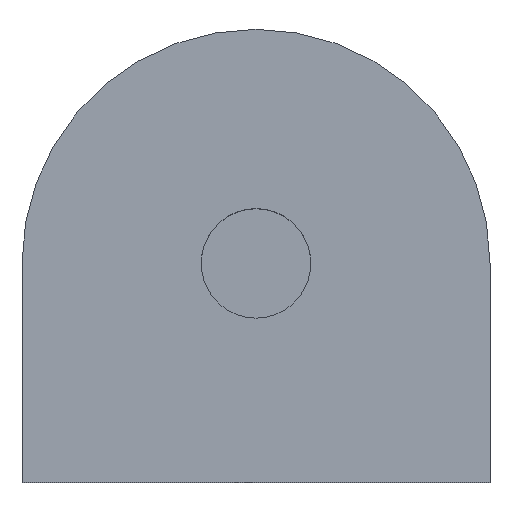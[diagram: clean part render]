
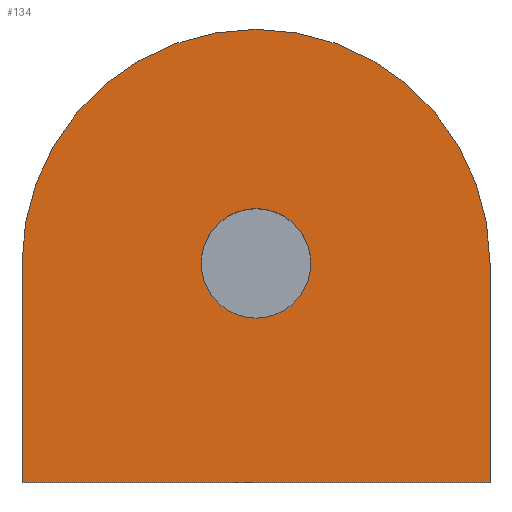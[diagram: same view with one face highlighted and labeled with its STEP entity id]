
A CAD part, top view. The second image highlights one B-rep face of the part: STEP entity #134.
In plain terms, the highlighted planar face has unit normal (0, 0, 1).
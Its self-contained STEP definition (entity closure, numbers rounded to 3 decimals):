
#15=FACE_BOUND('',#56,.T.);
#23=LINE('',#230,#34);
#26=LINE('',#238,#37);
#28=LINE('',#241,#39);
#34=VECTOR('',#191,10.);
#37=VECTOR('',#200,10.);
#39=VECTOR('',#204,10.);
#47=FACE_OUTER_BOUND('',#55,.T.);
#55=EDGE_LOOP('',(#116,#117,#118,#119));
#56=EDGE_LOOP('',(#120));
#60=CIRCLE('',#161,5.5);
#61=CIRCLE('',#164,23.5);
#68=VERTEX_POINT('',#223);
#69=VERTEX_POINT('',#227);
#70=VERTEX_POINT('',#229);
#71=VERTEX_POINT('',#233);
#72=VERTEX_POINT('',#237);
#79=EDGE_CURVE('',#68,#68,#60,.T.);
#82=EDGE_CURVE('',#70,#69,#23,.T.);
#84=EDGE_CURVE('',#71,#70,#61,.T.);
#86=EDGE_CURVE('',#72,#71,#26,.T.);
#88=EDGE_CURVE('',#69,#72,#28,.T.);
#116=ORIENTED_EDGE('',*,*,#88,.T.);
#117=ORIENTED_EDGE('',*,*,#86,.T.);
#118=ORIENTED_EDGE('',*,*,#84,.T.);
#119=ORIENTED_EDGE('',*,*,#82,.T.);
#120=ORIENTED_EDGE('',*,*,#79,.T.);
#126=PLANE('',#167);
#134=ADVANCED_FACE('',(#47,#15),#126,.T.);
#161=AXIS2_PLACEMENT_3D('',#224,#185,#186);
#164=AXIS2_PLACEMENT_3D('',#234,#195,#196);
#167=AXIS2_PLACEMENT_3D('',#242,#205,#206);
#185=DIRECTION('center_axis',(0.,0.,-1.));
#186=DIRECTION('ref_axis',(-1.,0.,0.));
#191=DIRECTION('',(0.,-1.,0.));
#195=DIRECTION('center_axis',(0.,0.,1.));
#196=DIRECTION('ref_axis',(1.,0.,0.));
#200=DIRECTION('',(0.,1.,0.));
#204=DIRECTION('',(1.,0.,0.));
#205=DIRECTION('center_axis',(0.,0.,1.));
#206=DIRECTION('ref_axis',(1.,0.,0.));
#223=CARTESIAN_POINT('',(5.5,0.,10.));
#224=CARTESIAN_POINT('Origin',(0.,0.,10.));
#227=CARTESIAN_POINT('',(-23.5,-22.,10.));
#229=CARTESIAN_POINT('',(-23.5,0.,10.));
#230=CARTESIAN_POINT('',(-23.5,0.,10.));
#233=CARTESIAN_POINT('',(23.5,0.,10.));
#234=CARTESIAN_POINT('Origin',(0.,0.,10.));
#237=CARTESIAN_POINT('',(23.5,-22.,10.));
#238=CARTESIAN_POINT('',(23.5,-22.,10.));
#241=CARTESIAN_POINT('',(-23.5,-22.,10.));
#242=CARTESIAN_POINT('Origin',(0.,0.75,10.));
